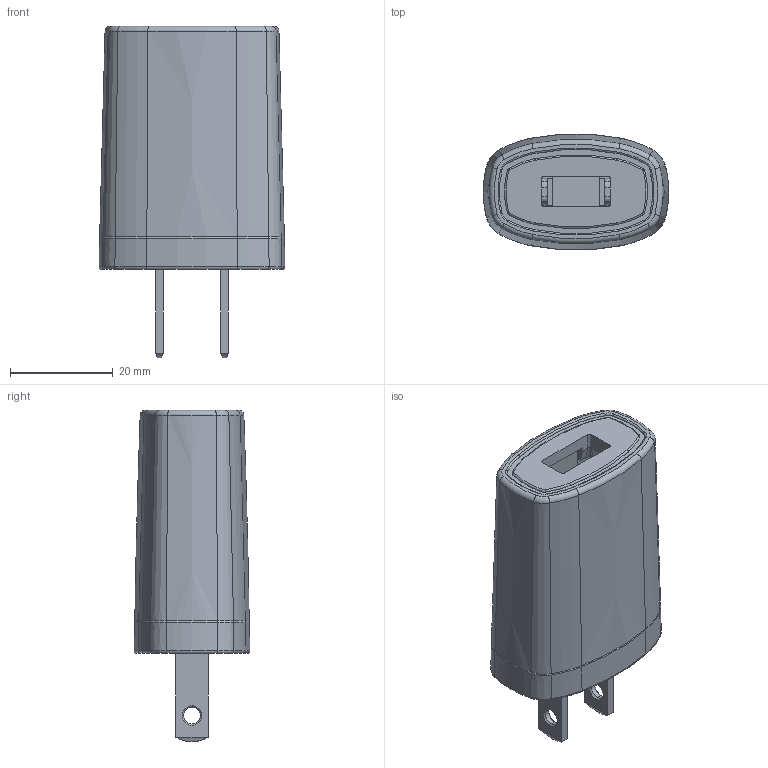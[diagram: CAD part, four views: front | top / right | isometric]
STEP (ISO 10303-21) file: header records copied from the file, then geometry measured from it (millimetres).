
FILE_DESCRIPTION((''),'2;1');
FILE_NAME('GT-83083-0505-USB-W2-1_ASM','2022-07-26T11:45:00',('rd05'),(''),'CREO PARAMETRIC BY PTC INC, 2018050','CREO PARAMETRIC BY PTC INC, 2018050','');
FILE_SCHEMA(('CONFIG_CONTROL_DESIGN','GEOMETRIC_VALIDATION_PROPERTIES_MIM'));
Length unit declared in the file: millimetre
Products named in the file (4): GT-83083-TOP-CASE; GT-83083-BOTTOM-CASE; UL_PIN; GT-83083-0505-USB-W2-1_ASM
Assembly tree (4 placements, depth 2):
  GT-83083-0505-USB-W2-1_ASM
    GT-83083-TOP-CASE
    GT-83083-BOTTOM-CASE
    UL_PIN  x2
Bounding box: 36.21 x 22.51 x 64.6 mm (x, y, z)
Volume: 10095.6 mm3; surface area: 12220.8 mm2
Topology: 4 solids, 4 shells, 411 faces, 1163 edges, 766 vertices
Faces by surface type: plane 157, cone 102, cylinder 65, torus 60, bspline 27
Entity records: 14515 total; most frequent: CARTESIAN_POINT 4151, DIRECTION 2182, ORIENTED_EDGE 2178, EDGE_CURVE 1089, AXIS2_PLACEMENT_3D 858, VERTEX_POINT 716, CIRCLE 492, VECTOR 466
